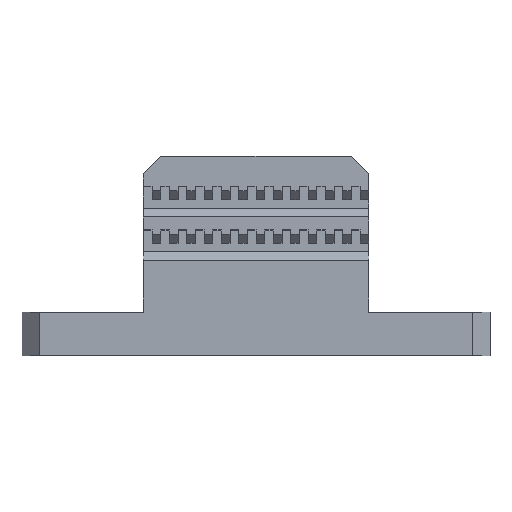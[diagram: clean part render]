
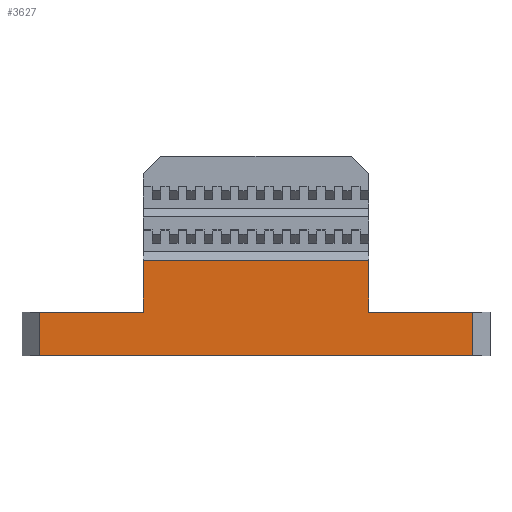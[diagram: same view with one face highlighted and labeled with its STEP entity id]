
A CAD part, top view. The second image highlights one B-rep face of the part: STEP entity #3627.
In plain terms, the highlighted planar face has unit normal (0, 0, 1).
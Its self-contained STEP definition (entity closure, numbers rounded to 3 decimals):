
#44 = PLANE('',#45);
#45 = AXIS2_PLACEMENT_3D('',#46,#47,#48);
#46 = CARTESIAN_POINT('',(0.,0.,10.));
#47 = DIRECTION('',(0.,-1.,0.));
#48 = DIRECTION('',(0.,0.,-1.));
#72 = PLANE('',#73);
#73 = AXIS2_PLACEMENT_3D('',#74,#75,#76);
#74 = CARTESIAN_POINT('',(1.,0.,9.));
#75 = DIRECTION('',(-0.707,0.,0.707));
#76 = DIRECTION('',(0.,-1.,0.));
#100 = PLANE('',#101);
#101 = AXIS2_PLACEMENT_3D('',#102,#103,#104);
#102 = CARTESIAN_POINT('',(0.,-5.,10.));
#103 = DIRECTION('',(0.,-1.,0.));
#104 = DIRECTION('',(0.,0.,-1.));
#141 = EDGE_CURVE('',#142,#144,#146,.T.);
#142 = VERTEX_POINT('',#143);
#143 = CARTESIAN_POINT('',(2.,0.,10.));
#144 = VERTEX_POINT('',#145);
#145 = CARTESIAN_POINT('',(14.,0.,10.));
#146 = SURFACE_CURVE('',#147,(#151,#158),.PCURVE_S1.);
#147 = LINE('',#148,#149);
#148 = CARTESIAN_POINT('',(0.,0.,10.));
#149 = VECTOR('',#150,1.);
#150 = DIRECTION('',(1.,0.,0.));
#151 = PCURVE('',#44,#152);
#152 = DEFINITIONAL_REPRESENTATION('',(#153),#157);
#153 = LINE('',#154,#155);
#154 = CARTESIAN_POINT('',(0.,0.));
#155 = VECTOR('',#156,1.);
#156 = DIRECTION('',(0.,1.));
#157 = ( GEOMETRIC_REPRESENTATION_CONTEXT(2) 
PARAMETRIC_REPRESENTATION_CONTEXT() REPRESENTATION_CONTEXT('2D SPACE',''
  ) );
#158 = PCURVE('',#159,#164);
#159 = PLANE('',#160);
#160 = AXIS2_PLACEMENT_3D('',#161,#162,#163);
#161 = CARTESIAN_POINT('',(27.,3.294,10.));
#162 = DIRECTION('',(0.,0.,1.));
#163 = DIRECTION('',(1.,0.,0.));
#164 = DEFINITIONAL_REPRESENTATION('',(#165),#169);
#165 = LINE('',#166,#167);
#166 = CARTESIAN_POINT('',(-27.,-3.294));
#167 = VECTOR('',#168,1.);
#168 = DIRECTION('',(1.,0.));
#169 = ( GEOMETRIC_REPRESENTATION_CONTEXT(2) 
PARAMETRIC_REPRESENTATION_CONTEXT() REPRESENTATION_CONTEXT('2D SPACE',''
  ) );
#258 = PLANE('',#259);
#259 = AXIS2_PLACEMENT_3D('',#260,#261,#262);
#260 = CARTESIAN_POINT('',(14.,0.,0.));
#261 = DIRECTION('',(1.,0.,0.));
#262 = DIRECTION('',(0.,0.,1.));
#1994 = VERTEX_POINT('',#1995);
#1995 = CARTESIAN_POINT('',(2.,-5.,10.));
#2016 = EDGE_CURVE('',#142,#1994,#2017,.T.);
#2017 = SURFACE_CURVE('',#2018,(#2022,#2029),.PCURVE_S1.);
#2018 = LINE('',#2019,#2020);
#2019 = CARTESIAN_POINT('',(2.,0.,10.));
#2020 = VECTOR('',#2021,1.);
#2021 = DIRECTION('',(0.,-1.,0.));
#2022 = PCURVE('',#72,#2023);
#2023 = DEFINITIONAL_REPRESENTATION('',(#2024),#2028);
#2024 = LINE('',#2025,#2026);
#2025 = CARTESIAN_POINT('',(0.,1.414));
#2026 = VECTOR('',#2027,1.);
#2027 = DIRECTION('',(1.,0.));
#2028 = ( GEOMETRIC_REPRESENTATION_CONTEXT(2) 
PARAMETRIC_REPRESENTATION_CONTEXT() REPRESENTATION_CONTEXT('2D SPACE',''
  ) );
#2029 = PCURVE('',#159,#2030);
#2030 = DEFINITIONAL_REPRESENTATION('',(#2031),#2035);
#2031 = LINE('',#2032,#2033);
#2032 = CARTESIAN_POINT('',(-25.,-3.294));
#2033 = VECTOR('',#2034,1.);
#2034 = DIRECTION('',(0.,-1.));
#2035 = ( GEOMETRIC_REPRESENTATION_CONTEXT(2) 
PARAMETRIC_REPRESENTATION_CONTEXT() REPRESENTATION_CONTEXT('2D SPACE',''
  ) );
#2089 = EDGE_CURVE('',#1994,#2090,#2092,.T.);
#2090 = VERTEX_POINT('',#2091);
#2091 = CARTESIAN_POINT('',(52.,-5.,10.));
#2092 = SURFACE_CURVE('',#2093,(#2097,#2104),.PCURVE_S1.);
#2093 = LINE('',#2094,#2095);
#2094 = CARTESIAN_POINT('',(0.,-5.,10.));
#2095 = VECTOR('',#2096,1.);
#2096 = DIRECTION('',(1.,0.,0.));
#2097 = PCURVE('',#100,#2098);
#2098 = DEFINITIONAL_REPRESENTATION('',(#2099),#2103);
#2099 = LINE('',#2100,#2101);
#2100 = CARTESIAN_POINT('',(0.,0.));
#2101 = VECTOR('',#2102,1.);
#2102 = DIRECTION('',(0.,1.));
#2103 = ( GEOMETRIC_REPRESENTATION_CONTEXT(2) 
PARAMETRIC_REPRESENTATION_CONTEXT() REPRESENTATION_CONTEXT('2D SPACE',''
  ) );
#2104 = PCURVE('',#159,#2105);
#2105 = DEFINITIONAL_REPRESENTATION('',(#2106),#2110);
#2106 = LINE('',#2107,#2108);
#2107 = CARTESIAN_POINT('',(-27.,-8.294));
#2108 = VECTOR('',#2109,1.);
#2109 = DIRECTION('',(1.,0.));
#2110 = ( GEOMETRIC_REPRESENTATION_CONTEXT(2) 
PARAMETRIC_REPRESENTATION_CONTEXT() REPRESENTATION_CONTEXT('2D SPACE',''
  ) );
#2208 = PLANE('',#2209);
#2209 = AXIS2_PLACEMENT_3D('',#2210,#2211,#2212);
#2210 = CARTESIAN_POINT('',(53.,0.,9.));
#2211 = DIRECTION('',(-0.707,0.,
    -0.707));
#2212 = DIRECTION('',(0.,-1.,0.));
#3627 = ADVANCED_FACE('',(#3628),#159,.T.);
#3628 = FACE_BOUND('',#3629,.T.);
#3629 = EDGE_LOOP('',(#3630,#3631,#3632,#3655,#3683,#3711,#3737,#3758));
#3630 = ORIENTED_EDGE('',*,*,#2016,.T.);
#3631 = ORIENTED_EDGE('',*,*,#2089,.T.);
#3632 = ORIENTED_EDGE('',*,*,#3633,.F.);
#3633 = EDGE_CURVE('',#3634,#2090,#3636,.T.);
#3634 = VERTEX_POINT('',#3635);
#3635 = CARTESIAN_POINT('',(52.,0.,10.));
#3636 = SURFACE_CURVE('',#3637,(#3641,#3648),.PCURVE_S1.);
#3637 = LINE('',#3638,#3639);
#3638 = CARTESIAN_POINT('',(52.,0.,10.));
#3639 = VECTOR('',#3640,1.);
#3640 = DIRECTION('',(0.,-1.,0.));
#3641 = PCURVE('',#159,#3642);
#3642 = DEFINITIONAL_REPRESENTATION('',(#3643),#3647);
#3643 = LINE('',#3644,#3645);
#3644 = CARTESIAN_POINT('',(25.,-3.294));
#3645 = VECTOR('',#3646,1.);
#3646 = DIRECTION('',(0.,-1.));
#3647 = ( GEOMETRIC_REPRESENTATION_CONTEXT(2) 
PARAMETRIC_REPRESENTATION_CONTEXT() REPRESENTATION_CONTEXT('2D SPACE',''
  ) );
#3648 = PCURVE('',#2208,#3649);
#3649 = DEFINITIONAL_REPRESENTATION('',(#3650),#3654);
#3650 = LINE('',#3651,#3652);
#3651 = CARTESIAN_POINT('',(0.,1.414));
#3652 = VECTOR('',#3653,1.);
#3653 = DIRECTION('',(1.,0.));
#3654 = ( GEOMETRIC_REPRESENTATION_CONTEXT(2) 
PARAMETRIC_REPRESENTATION_CONTEXT() REPRESENTATION_CONTEXT('2D SPACE',''
  ) );
#3655 = ORIENTED_EDGE('',*,*,#3656,.F.);
#3656 = EDGE_CURVE('',#3657,#3634,#3659,.T.);
#3657 = VERTEX_POINT('',#3658);
#3658 = CARTESIAN_POINT('',(40.,0.,10.));
#3659 = SURFACE_CURVE('',#3660,(#3664,#3671),.PCURVE_S1.);
#3660 = LINE('',#3661,#3662);
#3661 = CARTESIAN_POINT('',(0.,0.,10.));
#3662 = VECTOR('',#3663,1.);
#3663 = DIRECTION('',(1.,0.,0.));
#3664 = PCURVE('',#159,#3665);
#3665 = DEFINITIONAL_REPRESENTATION('',(#3666),#3670);
#3666 = LINE('',#3667,#3668);
#3667 = CARTESIAN_POINT('',(-27.,-3.294));
#3668 = VECTOR('',#3669,1.);
#3669 = DIRECTION('',(1.,0.));
#3670 = ( GEOMETRIC_REPRESENTATION_CONTEXT(2) 
PARAMETRIC_REPRESENTATION_CONTEXT() REPRESENTATION_CONTEXT('2D SPACE',''
  ) );
#3671 = PCURVE('',#3672,#3677);
#3672 = PLANE('',#3673);
#3673 = AXIS2_PLACEMENT_3D('',#3674,#3675,#3676);
#3674 = CARTESIAN_POINT('',(0.,0.,10.));
#3675 = DIRECTION('',(0.,-1.,0.));
#3676 = DIRECTION('',(0.,0.,-1.));
#3677 = DEFINITIONAL_REPRESENTATION('',(#3678),#3682);
#3678 = LINE('',#3679,#3680);
#3679 = CARTESIAN_POINT('',(0.,0.));
#3680 = VECTOR('',#3681,1.);
#3681 = DIRECTION('',(0.,1.));
#3682 = ( GEOMETRIC_REPRESENTATION_CONTEXT(2) 
PARAMETRIC_REPRESENTATION_CONTEXT() REPRESENTATION_CONTEXT('2D SPACE',''
  ) );
#3683 = ORIENTED_EDGE('',*,*,#3684,.T.);
#3684 = EDGE_CURVE('',#3657,#3685,#3687,.T.);
#3685 = VERTEX_POINT('',#3686);
#3686 = CARTESIAN_POINT('',(40.,6.,10.));
#3687 = SURFACE_CURVE('',#3688,(#3692,#3699),.PCURVE_S1.);
#3688 = LINE('',#3689,#3690);
#3689 = CARTESIAN_POINT('',(40.,0.,10.));
#3690 = VECTOR('',#3691,1.);
#3691 = DIRECTION('',(0.,1.,0.));
#3692 = PCURVE('',#159,#3693);
#3693 = DEFINITIONAL_REPRESENTATION('',(#3694),#3698);
#3694 = LINE('',#3695,#3696);
#3695 = CARTESIAN_POINT('',(13.,-3.294));
#3696 = VECTOR('',#3697,1.);
#3697 = DIRECTION('',(0.,1.));
#3698 = ( GEOMETRIC_REPRESENTATION_CONTEXT(2) 
PARAMETRIC_REPRESENTATION_CONTEXT() REPRESENTATION_CONTEXT('2D SPACE',''
  ) );
#3699 = PCURVE('',#3700,#3705);
#3700 = PLANE('',#3701);
#3701 = AXIS2_PLACEMENT_3D('',#3702,#3703,#3704);
#3702 = CARTESIAN_POINT('',(40.,0.,0.));
#3703 = DIRECTION('',(1.,0.,0.));
#3704 = DIRECTION('',(0.,0.,1.));
#3705 = DEFINITIONAL_REPRESENTATION('',(#3706),#3710);
#3706 = LINE('',#3707,#3708);
#3707 = CARTESIAN_POINT('',(10.,0.));
#3708 = VECTOR('',#3709,1.);
#3709 = DIRECTION('',(0.,-1.));
#3710 = ( GEOMETRIC_REPRESENTATION_CONTEXT(2) 
PARAMETRIC_REPRESENTATION_CONTEXT() REPRESENTATION_CONTEXT('2D SPACE',''
  ) );
#3711 = ORIENTED_EDGE('',*,*,#3712,.T.);
#3712 = EDGE_CURVE('',#3685,#3713,#3715,.T.);
#3713 = VERTEX_POINT('',#3714);
#3714 = CARTESIAN_POINT('',(14.,6.,10.));
#3715 = SURFACE_CURVE('',#3716,(#3720,#3726),.PCURVE_S1.);
#3716 = LINE('',#3717,#3718);
#3717 = CARTESIAN_POINT('',(14.5,6.,10.));
#3718 = VECTOR('',#3719,1.);
#3719 = DIRECTION('',(-1.,0.,0.));
#3720 = PCURVE('',#159,#3721);
#3721 = DEFINITIONAL_REPRESENTATION('',(#3722),#3725);
#3722 = B_SPLINE_CURVE_WITH_KNOTS('',1,(#3723,#3724),.UNSPECIFIED.,.F.,
  .F.,(2,2),(-42.5,17.5),.PIECEWISE_BEZIER_KNOTS.);
#3723 = CARTESIAN_POINT('',(30.,2.706));
#3724 = CARTESIAN_POINT('',(-30.,2.706));
#3725 = ( GEOMETRIC_REPRESENTATION_CONTEXT(2) 
PARAMETRIC_REPRESENTATION_CONTEXT() REPRESENTATION_CONTEXT('2D SPACE',''
  ) );
#3726 = PCURVE('',#3727,#3732);
#3727 = PLANE('',#3728);
#3728 = AXIS2_PLACEMENT_3D('',#3729,#3730,#3731);
#3729 = CARTESIAN_POINT('',(2.,7.5,8.5));
#3730 = DIRECTION('',(0.,0.707,0.707));
#3731 = DIRECTION('',(0.,-0.707,0.707));
#3732 = DEFINITIONAL_REPRESENTATION('',(#3733),#3736);
#3733 = B_SPLINE_CURVE_WITH_KNOTS('',1,(#3734,#3735),.UNSPECIFIED.,.F.,
  .F.,(2,2),(-42.5,17.5),.PIECEWISE_BEZIER_KNOTS.);
#3734 = CARTESIAN_POINT('',(2.121,55.));
#3735 = CARTESIAN_POINT('',(2.121,-5.));
#3736 = ( GEOMETRIC_REPRESENTATION_CONTEXT(2) 
PARAMETRIC_REPRESENTATION_CONTEXT() REPRESENTATION_CONTEXT('2D SPACE',''
  ) );
#3737 = ORIENTED_EDGE('',*,*,#3738,.F.);
#3738 = EDGE_CURVE('',#144,#3713,#3739,.T.);
#3739 = SURFACE_CURVE('',#3740,(#3744,#3751),.PCURVE_S1.);
#3740 = LINE('',#3741,#3742);
#3741 = CARTESIAN_POINT('',(14.,0.,10.));
#3742 = VECTOR('',#3743,1.);
#3743 = DIRECTION('',(0.,1.,0.));
#3744 = PCURVE('',#159,#3745);
#3745 = DEFINITIONAL_REPRESENTATION('',(#3746),#3750);
#3746 = LINE('',#3747,#3748);
#3747 = CARTESIAN_POINT('',(-13.,-3.294));
#3748 = VECTOR('',#3749,1.);
#3749 = DIRECTION('',(0.,1.));
#3750 = ( GEOMETRIC_REPRESENTATION_CONTEXT(2) 
PARAMETRIC_REPRESENTATION_CONTEXT() REPRESENTATION_CONTEXT('2D SPACE',''
  ) );
#3751 = PCURVE('',#258,#3752);
#3752 = DEFINITIONAL_REPRESENTATION('',(#3753),#3757);
#3753 = LINE('',#3754,#3755);
#3754 = CARTESIAN_POINT('',(10.,0.));
#3755 = VECTOR('',#3756,1.);
#3756 = DIRECTION('',(0.,-1.));
#3757 = ( GEOMETRIC_REPRESENTATION_CONTEXT(2) 
PARAMETRIC_REPRESENTATION_CONTEXT() REPRESENTATION_CONTEXT('2D SPACE',''
  ) );
#3758 = ORIENTED_EDGE('',*,*,#141,.F.);
